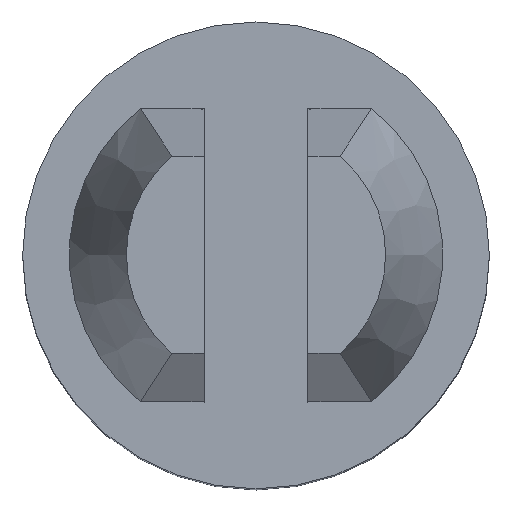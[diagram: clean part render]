
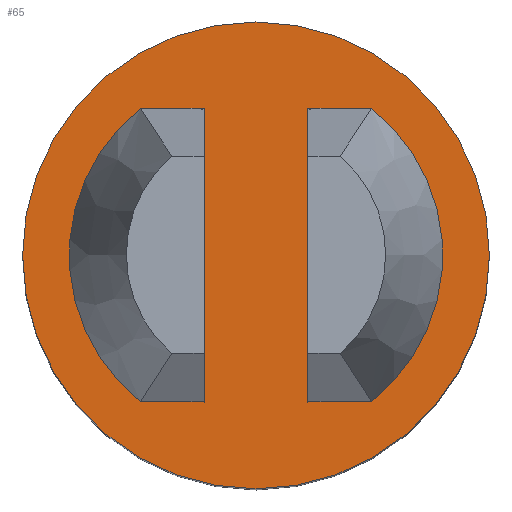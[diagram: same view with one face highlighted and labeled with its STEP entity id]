
A CAD part, top view. The second image highlights one B-rep face of the part: STEP entity #65.
In plain terms, the highlighted planar face has unit normal (0, 0, 1).
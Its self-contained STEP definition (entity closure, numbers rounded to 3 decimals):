
#65 = ADVANCED_FACE( '', ( #142, #143, #144 ), #145, .F. );
#142 = FACE_BOUND( '', #229, .T. );
#143 = FACE_BOUND( '', #230, .T. );
#144 = FACE_OUTER_BOUND( '', #231, .T. );
#145 = PLANE( '', #232 );
#229 = EDGE_LOOP( '', ( #349, #350 ) );
#230 = EDGE_LOOP( '', ( #351, #352 ) );
#231 = EDGE_LOOP( '', ( #353 ) );
#232 = AXIS2_PLACEMENT_3D( '', #354, #355, #356 );
#349 = ORIENTED_EDGE( '', *, *, #524, .T. );
#350 = ORIENTED_EDGE( '', *, *, #525, .T. );
#351 = ORIENTED_EDGE( '', *, *, #526, .T. );
#352 = ORIENTED_EDGE( '', *, *, #492, .F. );
#353 = ORIENTED_EDGE( '', *, *, #527, .F. );
#354 = CARTESIAN_POINT( '', ( -1.5, 0., 3.2 ) );
#355 = DIRECTION( '', ( 0., 0., -1. ) );
#356 = DIRECTION( '', ( -1., 0., 0. ) );
#492 = EDGE_CURVE( '', #572, #574, #575, .T. );
#524 = EDGE_CURVE( '', #624, #625, #626, .T. );
#525 = EDGE_CURVE( '', #625, #624, #627, .T. );
#526 = EDGE_CURVE( '', #572, #574, #628, .T. );
#527 = EDGE_CURVE( '', #629, #629, #630, .T. );
#572 = VERTEX_POINT( '', #686 );
#574 = VERTEX_POINT( '', #689 );
#575 = LINE( '', #690, #691 );
#624 = VERTEX_POINT( '', #771 );
#625 = VERTEX_POINT( '', #772 );
#626 = LINE( '', #773, #774 );
#627 = CIRCLE( '', #775, 1.5 );
#628 = CIRCLE( '', #776, 1.5 );
#629 = VERTEX_POINT( '', #777 );
#630 = CIRCLE( '', #778, 2.25 );
#686 = CARTESIAN_POINT( '', ( -0.5, -1.414, 3.2 ) );
#689 = CARTESIAN_POINT( '', ( -0.5, 1.414, 3.2 ) );
#690 = CARTESIAN_POINT( '', ( -0.5, -2.25, 3.2 ) );
#691 = VECTOR( '', #862, 1000. );
#771 = CARTESIAN_POINT( '', ( 0.5, -1.414, 3.2 ) );
#772 = CARTESIAN_POINT( '', ( 0.5, 1.414, 3.2 ) );
#773 = CARTESIAN_POINT( '', ( 0.5, -2.25, 3.2 ) );
#774 = VECTOR( '', #900, 1000. );
#775 = AXIS2_PLACEMENT_3D( '', #901, #902, #903 );
#776 = AXIS2_PLACEMENT_3D( '', #904, #905, #906 );
#777 = CARTESIAN_POINT( '', ( -2.25, 0., 3.2 ) );
#778 = AXIS2_PLACEMENT_3D( '', #907, #908, #909 );
#862 = DIRECTION( '', ( 0., 1., 0. ) );
#900 = DIRECTION( '', ( 0., 1., 0. ) );
#901 = CARTESIAN_POINT( '', ( 0., 0., 3.2 ) );
#902 = DIRECTION( '', ( 0., 0., -1. ) );
#903 = DIRECTION( '', ( -1., 0., 0. ) );
#904 = CARTESIAN_POINT( '', ( 0., 0., 3.2 ) );
#905 = DIRECTION( '', ( 0., 0., -1. ) );
#906 = DIRECTION( '', ( -1., 0., 0. ) );
#907 = CARTESIAN_POINT( '', ( 0., 0., 3.2 ) );
#908 = DIRECTION( '', ( 0., 0., -1. ) );
#909 = DIRECTION( '', ( -1., 0., 0. ) );
